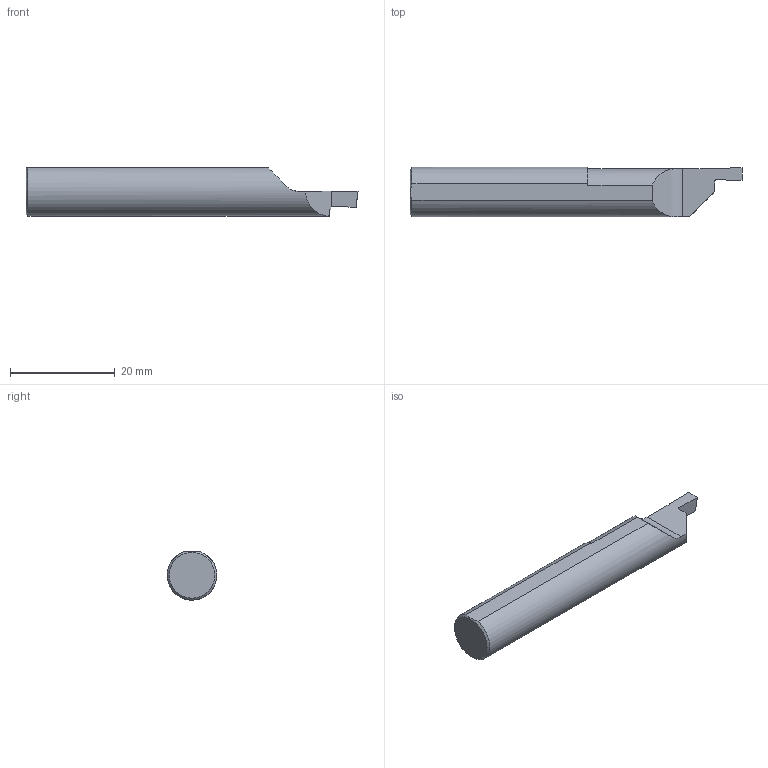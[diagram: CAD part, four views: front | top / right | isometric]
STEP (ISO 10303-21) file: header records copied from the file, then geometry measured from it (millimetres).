
FILE_DESCRIPTION (( 'STEP AP203' ), '1' );
FILE_NAME ('220103-FG375-093.STEP', '2024-06-10T23:36:27', ( '' ), ( '' ), 'SwSTEP 2.0', 'SolidWorks 2022', '' );
FILE_SCHEMA (( 'CONFIG_CONTROL_DESIGN' ));
Length unit declared in the file: inch
Products named in the file (1): 220103-FG375-093
Bounding box: 63.5 x 9.52 x 9.24 mm (x, y, z)
Volume: 3705.4 mm3; surface area: 1805.4 mm2
Topology: 1 solids, 1 shells, 22 faces, 60 edges, 40 vertices
Faces by surface type: plane 11, cylinder 6, torus 3, cone 2
Entity records: 848 total; most frequent: CARTESIAN_POINT 259, ORIENTED_EDGE 120, DIRECTION 92, EDGE_CURVE 60, VERTEX_POINT 40, AXIS2_PLACEMENT_3D 35, FACE_OUTER_BOUND 22, ADVANCED_FACE 22
